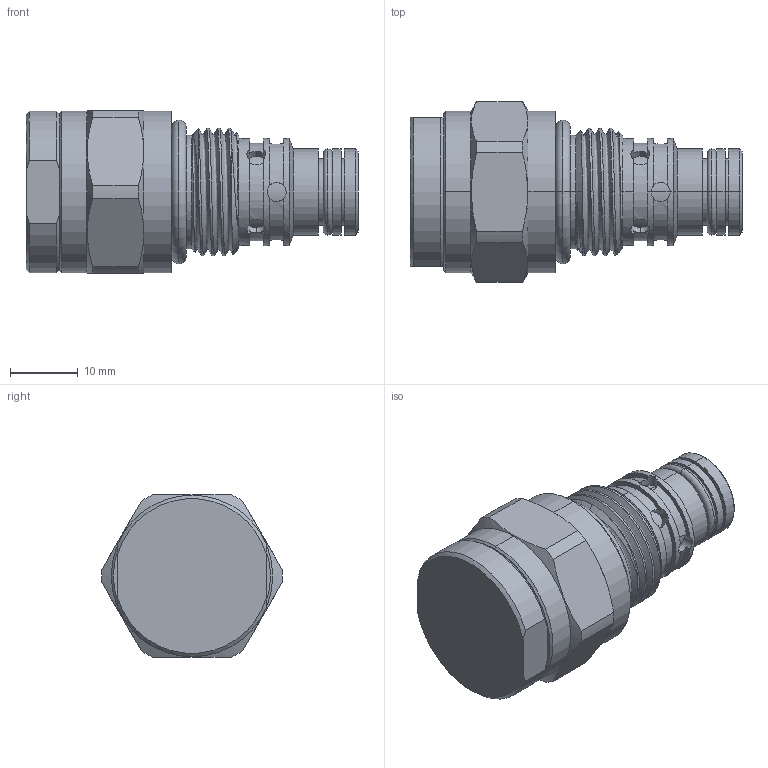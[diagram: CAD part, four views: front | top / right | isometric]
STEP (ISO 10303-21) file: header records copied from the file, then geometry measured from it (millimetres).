
FILE_DESCRIPTION (( 'STEP AP203' ), '1' );
FILE_NAME ('CV08W22-N.STEP', '2020-03-03T01:27:37', ( '' ), ( '' ), 'SwSTEP 2.0', 'SolidWorks 2018', '' );
FILE_SCHEMA (( 'CONFIG_CONTROL_DESIGN' ));
Length unit declared in the file: millimetre
Products named in the file (1): CV08W22-N
Bounding box: 49 x 26.66 x 24 mm (x, y, z)
Volume: 14642.3 mm3; surface area: 5379.2 mm2
Topology: 4 solids, 4 shells, 150 faces, 382 edges, 243 vertices
Faces by surface type: cylinder 77, plane 36, cone 24, torus 10, sphere 2, bspline 1
Entity records: 6967 total; most frequent: CARTESIAN_POINT 3380, ORIENTED_EDGE 760, DIRECTION 712, EDGE_CURVE 380, AXIS2_PLACEMENT_3D 294, VERTEX_POINT 243, EDGE_LOOP 161, FACE_OUTER_BOUND 150
